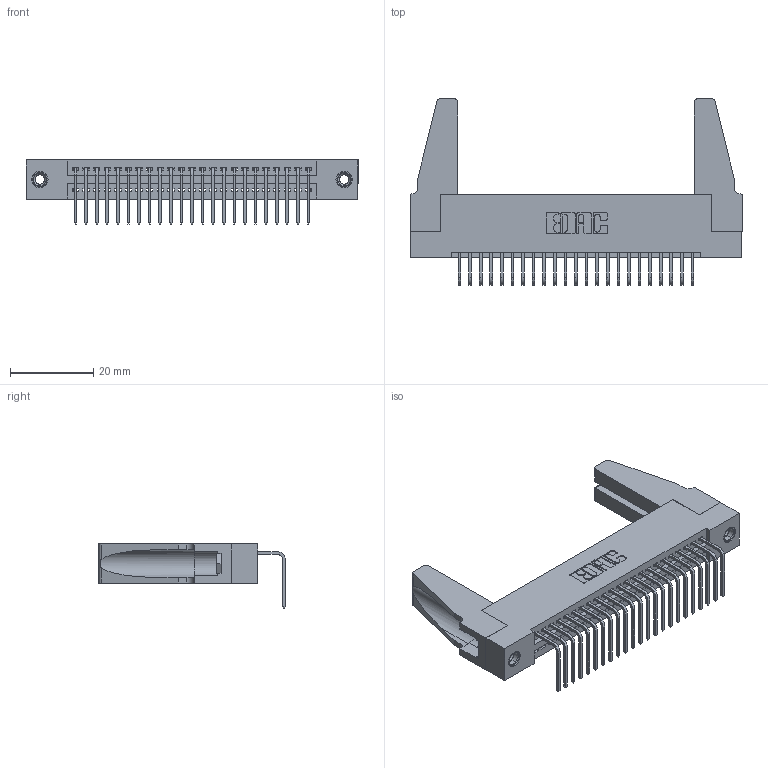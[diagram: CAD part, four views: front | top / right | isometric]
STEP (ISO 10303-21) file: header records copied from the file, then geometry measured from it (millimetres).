
FILE_DESCRIPTION (( 'STEP AP203' ), '1' );
FILE_NAME ('345-023-558-188.STEP', '2019-10-10T13:08:20', ( '' ), ( '' ), 'SwSTEP 2.0', 'SolidWorks 2016', '' );
FILE_SCHEMA (( 'CONFIG_CONTROL_DESIGN' ));
Length unit declared in the file: inch
Products named in the file (5): 345-292-001_558 Tail - 2; 345-250-001_345-250-001-102; 345-220-078_345-220-088; 345-023-558-188; 345 Part_Flush Mounting Lugs - 0.156 Dia-TH
Assembly tree (28 placements, depth 2):
  345-023-558-188
    345 Part_Flush Mounting Lugs - 0.156 Dia-TH
    345-292-001_558 Tail - 2  x23
    345-250-001_345-250-001-102  x2
    345-220-078_345-220-088  x2
Bounding box: 79.65 x 44.69 x 15.37 mm (x, y, z)
Volume: 10739.1 mm3; surface area: 13270.4 mm2
Topology: 28 solids, 28 shells, 1630 faces, 4841 edges, 3186 vertices
Faces by surface type: plane 1118, cylinder 496, cone 12, torus 4
Entity records: 22100 total; most frequent: CARTESIAN_POINT 3819, ORIENTED_EDGE 3736, DIRECTION 3370, EDGE_CURVE 1868, LINE 1602, VECTOR 1602, VERTEX_POINT 1238, AXIS2_PLACEMENT_3D 884
